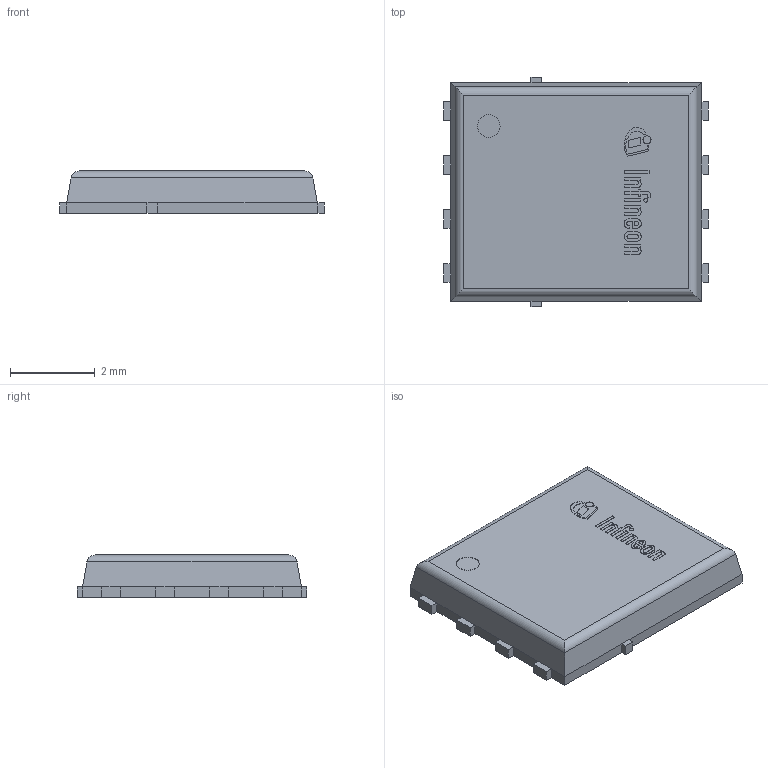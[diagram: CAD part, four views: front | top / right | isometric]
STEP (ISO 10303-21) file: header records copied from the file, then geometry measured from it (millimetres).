
FILE_DESCRIPTION(/* description */ (''),/* implementation_level */ '2;1');
FILE_NAME(/* name */ '1.stp',/* time_stamp */ '2024-04-11T18:58:24+05:30',/* author */ ('sivamani'),/* organization */ (''),/* preprocessor_version */ 'ST-DEVELOPER v19.2',/* originating_system */ 'AutoCAD Mechanical',/* authorisation */ '');
FILE_SCHEMA (('AUTOMOTIVE_DESIGN { 1 0 10303 214 3 1 1 }'));
Length unit declared in the file: millimetre
Products named in the file (1): Product
Bounding box: 6.22 x 5.41 x 1.01 mm (x, y, z)
Volume: 29.3 mm3; surface area: 133.5 mm2
Topology: 17 solids, 17 shells, 285 faces, 722 edges, 472 vertices
Faces by surface type: plane 235, cylinder 32, bspline 18
Full cylindrical faces by diameter (mm): 0.093 x1, 0.189 x1, 0.535 x2
Entity records: 8818 total; most frequent: CARTESIAN_POINT 2292, ORIENTED_EDGE 1444, DIRECTION 1196, EDGE_CURVE 722, LINE 540, VECTOR 540, VERTEX_POINT 472, AXIS2_PLACEMENT_3D 328
